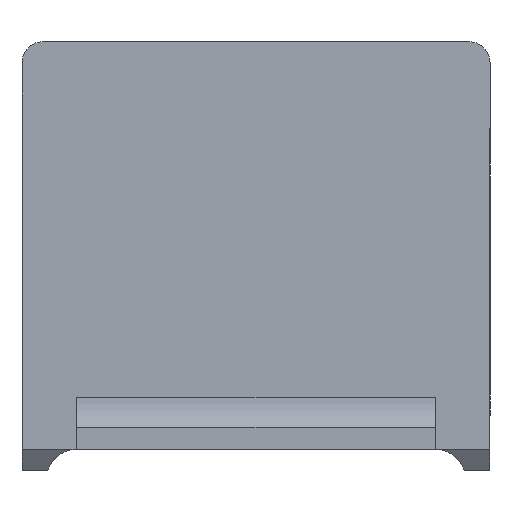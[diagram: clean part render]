
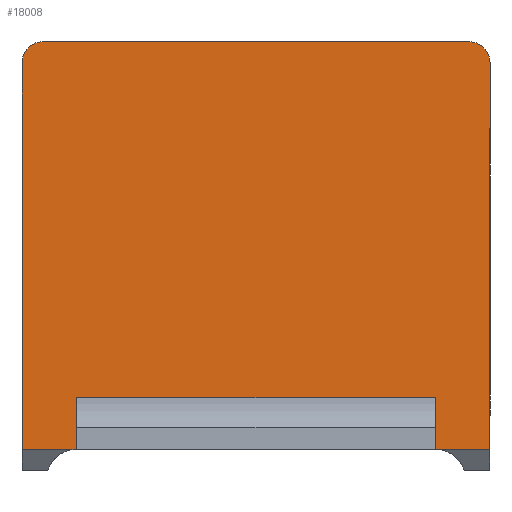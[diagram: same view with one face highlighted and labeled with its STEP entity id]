
A CAD part, left-side view. The second image highlights one B-rep face of the part: STEP entity #18008.
In plain terms, the highlighted planar face has unit normal (-1, 0, 0).
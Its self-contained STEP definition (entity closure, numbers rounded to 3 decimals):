
#284=AXIS2_PLACEMENT_3D('Circle Axis2P3D',#282,#283,$) ;
#2103=AXIS2_PLACEMENT_3D('Circle Axis2P3D',#2101,#2102,$) ;
#2705=AXIS2_PLACEMENT_3D('Circle Axis2P3D',#2703,#2704,$) ;
#4504=AXIS2_PLACEMENT_3D('Circle Axis2P3D',#4502,#4503,$) ;
#17992=AXIS2_PLACEMENT_3D('Plane Axis2P3D',#17989,#17990,#17991) ;
#54=CARTESIAN_POINT('Line Origine',(1.05,11.,3.4)) ;
#58=CARTESIAN_POINT('Vertex',(1.05,19.425,3.4)) ;
#60=CARTESIAN_POINT('Vertex',(1.05,2.575,3.4)) ;
#100=CARTESIAN_POINT('Vertex',(1.05,19.425,1.)) ;
#115=CARTESIAN_POINT('Line Origine',(1.05,19.425,2.2)) ;
#157=CARTESIAN_POINT('Line Origine',(1.05,2.575,2.2)) ;
#161=CARTESIAN_POINT('Vertex',(1.05,2.575,0.999)) ;
#279=CARTESIAN_POINT('Vertex',(1.05,2.34,0.975)) ;
#282=CARTESIAN_POINT('Axis2P3D Location',(1.05,2.614,-0.5)) ;
#364=CARTESIAN_POINT('Vertex',(1.05,0.,0.975)) ;
#367=CARTESIAN_POINT('Line Origine',(1.05,1.17,0.975)) ;
#404=CARTESIAN_POINT('Vertex',(1.05,0.,19.15)) ;
#407=CARTESIAN_POINT('Line Origine',(1.05,0.,10.062)) ;
#2098=CARTESIAN_POINT('Vertex',(1.05,1.,20.15)) ;
#2101=CARTESIAN_POINT('Axis2P3D Location',(1.05,1.,19.15)) ;
#2129=CARTESIAN_POINT('Vertex',(1.05,21.,20.15)) ;
#2132=CARTESIAN_POINT('Line Origine',(1.05,11.,20.15)) ;
#2700=CARTESIAN_POINT('Vertex',(1.05,22.,19.15)) ;
#2703=CARTESIAN_POINT('Axis2P3D Location',(1.05,21.,19.15)) ;
#2733=CARTESIAN_POINT('Vertex',(1.05,22.,0.975)) ;
#2736=CARTESIAN_POINT('Line Origine',(1.05,22.,10.062)) ;
#4418=CARTESIAN_POINT('Line Origine',(1.05,20.83,0.975)) ;
#4422=CARTESIAN_POINT('Vertex',(1.05,19.66,0.975)) ;
#4502=CARTESIAN_POINT('Axis2P3D Location',(1.05,19.386,-0.5)) ;
#17989=CARTESIAN_POINT('Axis2P3D Location',(1.05,11.,0.)) ;
#55=DIRECTION('Vector Direction',(0.,-1.,0.)) ;
#116=DIRECTION('Vector Direction',(0.,0.,-1.)) ;
#158=DIRECTION('Vector Direction',(0.,0.,-1.)) ;
#283=DIRECTION('Axis2P3D Direction',(-1.,0.,0.)) ;
#368=DIRECTION('Vector Direction',(0.,1.,0.)) ;
#408=DIRECTION('Vector Direction',(0.,0.,1.)) ;
#2102=DIRECTION('Axis2P3D Direction',(-1.,0.,0.)) ;
#2133=DIRECTION('Vector Direction',(0.,1.,0.)) ;
#2704=DIRECTION('Axis2P3D Direction',(-1.,0.,0.)) ;
#2737=DIRECTION('Vector Direction',(0.,0.,-1.)) ;
#4419=DIRECTION('Vector Direction',(0.,1.,0.)) ;
#4503=DIRECTION('Axis2P3D Direction',(-1.,0.,0.)) ;
#17990=DIRECTION('Axis2P3D Direction',(-1.,0.,0.)) ;
#17991=DIRECTION('Axis2P3D XDirection',(0.,-1.,0.)) ;
#56=VECTOR('Line Direction',#55,1.) ;
#117=VECTOR('Line Direction',#116,1.) ;
#159=VECTOR('Line Direction',#158,1.) ;
#369=VECTOR('Line Direction',#368,1.) ;
#409=VECTOR('Line Direction',#408,1.) ;
#2134=VECTOR('Line Direction',#2133,1.) ;
#2738=VECTOR('Line Direction',#2737,1.) ;
#4420=VECTOR('Line Direction',#4419,1.) ;
#17995=ORIENTED_EDGE('',*,*,#62,.T.) ;
#17996=ORIENTED_EDGE('',*,*,#163,.F.) ;
#17997=ORIENTED_EDGE('',*,*,#286,.T.) ;
#17998=ORIENTED_EDGE('',*,*,#371,.F.) ;
#17999=ORIENTED_EDGE('',*,*,#411,.T.) ;
#18000=ORIENTED_EDGE('',*,*,#2105,.T.) ;
#18001=ORIENTED_EDGE('',*,*,#2136,.T.) ;
#18002=ORIENTED_EDGE('',*,*,#2707,.T.) ;
#18003=ORIENTED_EDGE('',*,*,#2740,.T.) ;
#18004=ORIENTED_EDGE('',*,*,#4424,.F.) ;
#18005=ORIENTED_EDGE('',*,*,#4506,.T.) ;
#18006=ORIENTED_EDGE('',*,*,#119,.T.) ;
#18008=ADVANCED_FACE('V1',(#18007),#17993,.T.) ;
#285=CIRCLE('generated circle',#284,1.5) ;
#2104=CIRCLE('generated circle',#2103,1.) ;
#2706=CIRCLE('generated circle',#2705,1.) ;
#4505=CIRCLE('generated circle',#4504,1.5) ;
#62=EDGE_CURVE('',#59,#61,#57,.T.) ;
#119=EDGE_CURVE('',#101,#59,#118,.F.) ;
#163=EDGE_CURVE('',#162,#61,#160,.F.) ;
#286=EDGE_CURVE('',#162,#280,#285,.F.) ;
#371=EDGE_CURVE('',#365,#280,#370,.T.) ;
#411=EDGE_CURVE('',#365,#405,#410,.T.) ;
#2105=EDGE_CURVE('',#405,#2099,#2104,.T.) ;
#2136=EDGE_CURVE('',#2099,#2130,#2135,.T.) ;
#2707=EDGE_CURVE('',#2130,#2701,#2706,.T.) ;
#2740=EDGE_CURVE('',#2701,#2734,#2739,.T.) ;
#4424=EDGE_CURVE('',#4423,#2734,#4421,.T.) ;
#4506=EDGE_CURVE('',#4423,#101,#4505,.F.) ;
#17994=EDGE_LOOP('',(#17995,#17996,#17997,#17998,#17999,#18000,#18001,#18002,#18003,#18004,#18005,#18006)) ;
#18007=FACE_OUTER_BOUND('',#17994,.T.) ;
#57=LINE('Line',#54,#56) ;
#118=LINE('Line',#115,#117) ;
#160=LINE('Line',#157,#159) ;
#370=LINE('Line',#367,#369) ;
#410=LINE('Line',#407,#409) ;
#2135=LINE('Line',#2132,#2134) ;
#2739=LINE('Line',#2736,#2738) ;
#4421=LINE('Line',#4418,#4420) ;
#17993=PLANE('',#17992) ;
#59=VERTEX_POINT('',#58) ;
#61=VERTEX_POINT('',#60) ;
#101=VERTEX_POINT('',#100) ;
#162=VERTEX_POINT('',#161) ;
#280=VERTEX_POINT('',#279) ;
#365=VERTEX_POINT('',#364) ;
#405=VERTEX_POINT('',#404) ;
#2099=VERTEX_POINT('',#2098) ;
#2130=VERTEX_POINT('',#2129) ;
#2701=VERTEX_POINT('',#2700) ;
#2734=VERTEX_POINT('',#2733) ;
#4423=VERTEX_POINT('',#4422) ;
